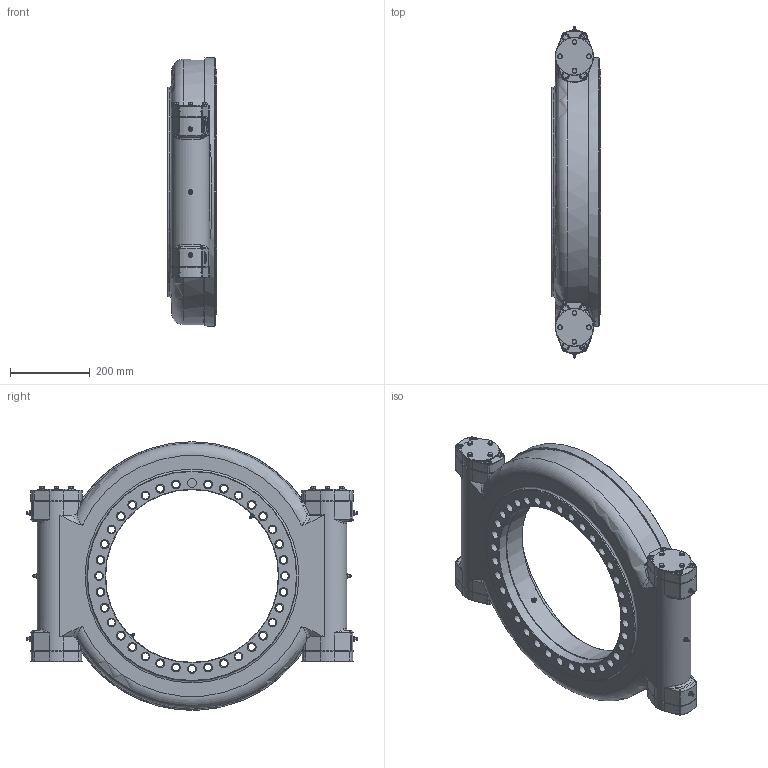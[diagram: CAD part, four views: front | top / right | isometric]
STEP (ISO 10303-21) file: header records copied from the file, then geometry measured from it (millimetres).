
FILE_DESCRIPTION (( 'STEP AP214' ), '1' );
FILE_NAME ('TE639-2-Z0-RM - SH.STEP', '2017-11-14T09:16:03', ( '' ), ( '' ), 'SwSTEP 2.0', 'SolidWorks 2015', '' );
FILE_SCHEMA (( 'AUTOMOTIVE_DESIGN' ));
Length unit declared in the file: millimetre
Products named in the file (1): TE639-2-Z0-RM - SH
Bounding box: 123 x 830.2 x 672 mm (x, y, z)
Surface area: 1564759 mm2 (no closed solid volume)
Topology: 0 solids, 77 shells, 953 faces, 3130 edges, 2225 vertices
Faces by surface type: plane 412, cylinder 305, torus 110, cone 96, bspline 22, sphere 8
Full cylindrical faces by diameter (mm): 3 x7, 10.2 x4, 12 x8, 15 x8, 17.5 x35, 18 x16, 22 x108, 40 x2, 50 x2, 82.5 x2, 95 x2, 432 x2, 525 x3, 615 x2, 660 x1, 672 x1
Entity records: 48368 total; most frequent: CARTESIAN_POINT 12330, DIRECTION 5187, ORIENTED_EDGE 4224, EDGE_CURVE 2742, VERTEX_POINT 2140, AXIS2_PLACEMENT_3D 2029, EDGE_LOOP 1690, FACE_OUTER_BOUND 1198
